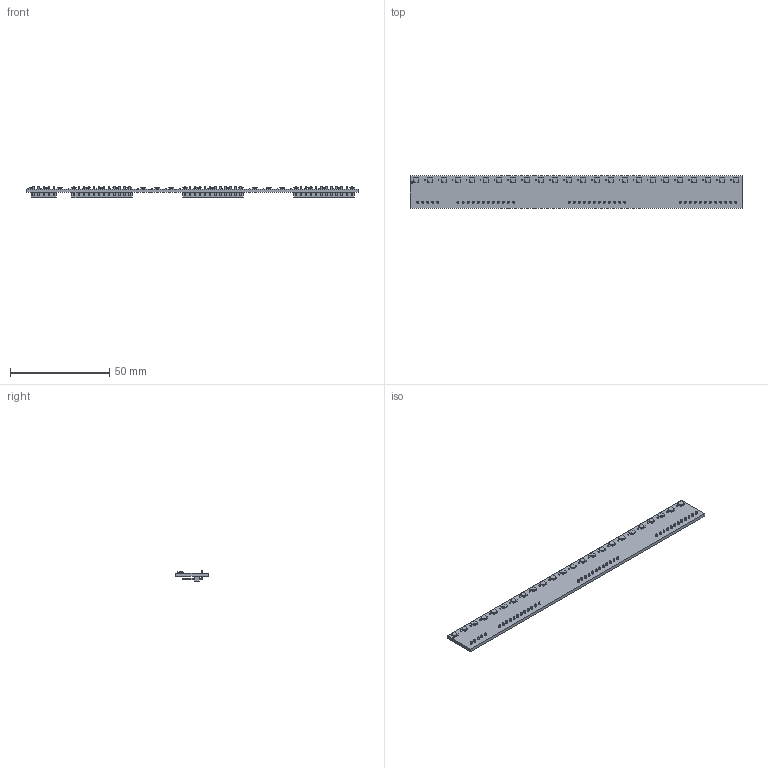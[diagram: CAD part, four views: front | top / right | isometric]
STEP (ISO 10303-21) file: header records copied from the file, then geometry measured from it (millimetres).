
FILE_DESCRIPTION(('KiCad electronic assembly'),'2;1');
FILE_NAME('magnetometer_array_2.step','2023-11-03T14:54:25',('Pcbnew'),( 'Kicad'),'Open CASCADE STEP processor 7.7','KiCad to STEP converter' ,'Unknown');
FILE_SCHEMA(('AUTOMOTIVE_DESIGN { 1 0 10303 214 1 1 1 1 }'));
Length unit declared in the file: millimetre
Products named in the file (10): magnetometer_array_2 1; SM225-10E; COMPOUND; C_0201_0603Metric; SOLID; PinHeader_1x05_P2.54mm_Horizontal; PinHeader_1x12_P2.54mm_Horizontal; magnetometer_array_2 PCB
Assembly tree (57 placements, depth 3):
  magnetometer_array_2 1
    SM225-10E  x24
      COMPOUND
    C_0201_0603Metric  x24
      SOLID
    PinHeader_1x05_P2.54mm_Horizontal
      SOLID
    PinHeader_1x12_P2.54mm_Horizontal  x3
      SOLID
    magnetometer_array_2 PCB
Bounding box: 167 x 16.5 x 5.54 mm (x, y, z)
Volume: 5288.7 mm3; surface area: 9325.5 mm2
Topology: 245 solids, 245 shells, 3906 faces, 9386 edges, 6148 vertices
Faces by surface type: plane 3440, cylinder 466
Full cylindrical faces by diameter (mm): 1 x41
Entity records: 42952 total; most frequent: CARTESIAN_POINT 6922, DIRECTION 6092, LINE 4372, VECTOR 4372, ORIENTED_EDGE 3112, PCURVE 3112, DEFINITIONAL_REPRESENTATION 3112, EDGE_CURVE 1556
